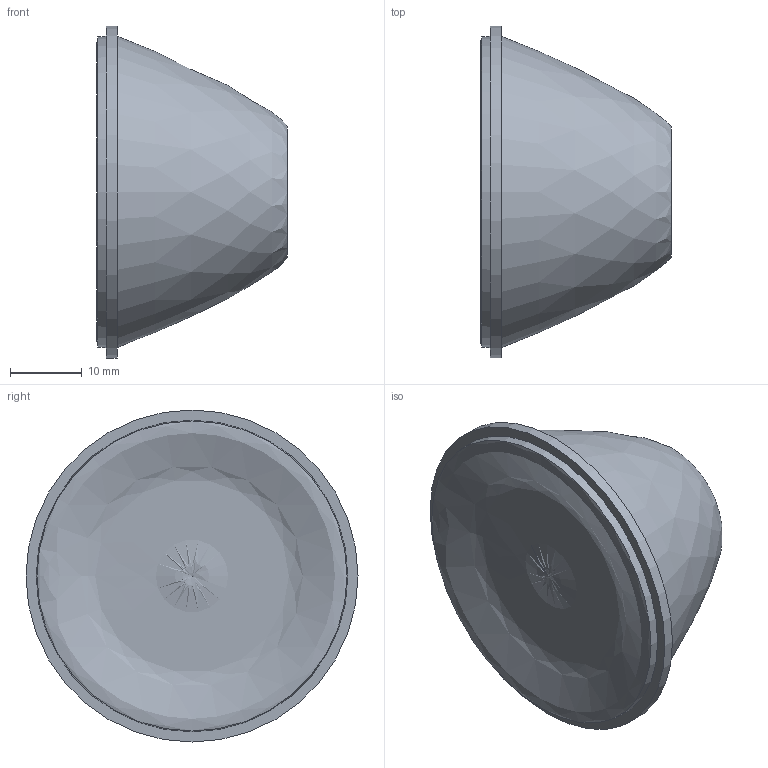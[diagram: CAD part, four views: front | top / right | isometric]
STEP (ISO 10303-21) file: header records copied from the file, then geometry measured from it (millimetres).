
FILE_DESCRIPTION(('STEP AP214'),'1');
FILE_NAME('LLC79x7 - commercial version.stp','2017-11-07T10:19:47',(' '),(' '),'Spatial InterOp 3D',' ',' ');
FILE_SCHEMA(('AUTOMOTIVE_DESIGN { 1 0 10303 214 1 1 1 1 }'));
Length unit declared in the file: millimetre
Products named in the file (1): LLC79x7
Bounding box: 26.57 x 46.2 x 46.2 mm (x, y, z)
Volume: 20941.8 mm3; surface area: 5996.3 mm2
Topology: 1 solids, 1 shells, 8 faces, 16 edges, 11 vertices
Faces by surface type: revolution 3, plane 3, cone 1, cylinder 1
Full cylindrical faces by diameter (mm): 46.2 x1
Entity records: 293 total; most frequent: CARTESIAN_POINT 76, DIRECTION 29, EDGE_LOOP 14, ORIENTED_EDGE 14, AXIS2_PLACEMENT_3D 13, FACE_OUTER_BOUND 10, VERTEX_POINT 9, STYLED_ITEM 8
